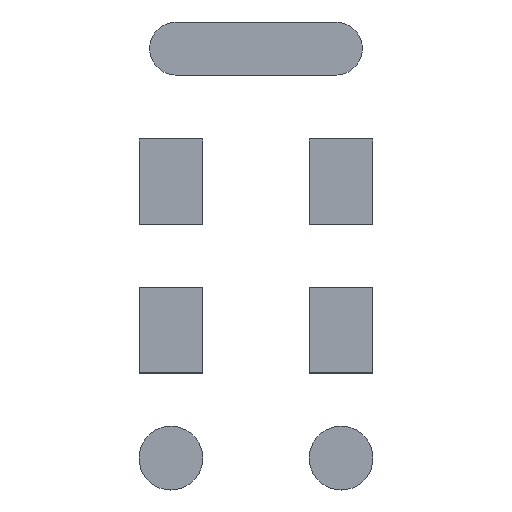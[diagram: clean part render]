
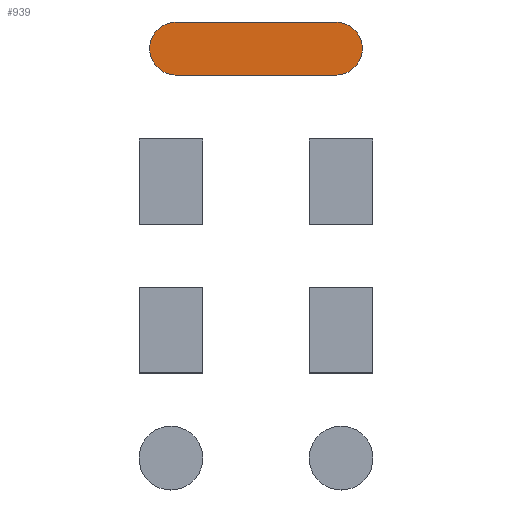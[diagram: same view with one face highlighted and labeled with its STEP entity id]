
A CAD part, top view. The second image highlights one B-rep face of the part: STEP entity #939.
In plain terms, the highlighted planar face has unit normal (0, 0, 1).
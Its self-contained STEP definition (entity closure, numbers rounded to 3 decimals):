
#822=CARTESIAN_POINT('',(-1.875,6.625,0.1));
#823=DIRECTION('',(0.,0.,1.));
#824=DIRECTION('',(0.,1.,0.));
#825=AXIS2_PLACEMENT_3D('',#822,#823,#824);
#827=DIRECTION('',(-1.,0.,0.));
#828=VECTOR('',#827,3.75);
#829=CARTESIAN_POINT('',(1.875,7.25,0.1));
#830=LINE('',#829,#828);
#831=CARTESIAN_POINT('',(1.875,6.625,0.1));
#832=DIRECTION('',(0.,0.,1.));
#833=DIRECTION('',(0.,-1.,0.));
#834=AXIS2_PLACEMENT_3D('',#831,#832,#833);
#836=DIRECTION('',(1.,0.,0.));
#837=VECTOR('',#836,3.75);
#838=CARTESIAN_POINT('',(-1.875,6.,0.1));
#839=LINE('',#838,#837);
#848=CARTESIAN_POINT('',(-1.875,7.25,0.1));
#849=CARTESIAN_POINT('',(-1.875,6.,0.1));
#850=VERTEX_POINT('',#848);
#851=VERTEX_POINT('',#849);
#852=CARTESIAN_POINT('',(1.875,6.,0.1));
#853=VERTEX_POINT('',#852);
#854=CARTESIAN_POINT('',(1.875,7.25,0.1));
#855=VERTEX_POINT('',#854);
#928=CARTESIAN_POINT('',(0.,0.,0.1));
#929=DIRECTION('',(0.,0.,1.));
#930=DIRECTION('',(1.,0.,0.));
#931=AXIS2_PLACEMENT_3D('',#928,#929,#930);
#932=PLANE('',#931);
#933=ORIENTED_EDGE('',*,*,#880,.F.);
#934=ORIENTED_EDGE('',*,*,#895,.F.);
#935=ORIENTED_EDGE('',*,*,#909,.F.);
#936=ORIENTED_EDGE('',*,*,#922,.F.);
#937=EDGE_LOOP('',(#933,#934,#935,#936));
#938=FACE_OUTER_BOUND('',#937,.F.);
#826=CIRCLE('',#825,0.625);
#835=CIRCLE('',#834,0.625);
#880=EDGE_CURVE('',#850,#851,#826,.T.);
#895=EDGE_CURVE('',#855,#850,#830,.T.);
#909=EDGE_CURVE('',#853,#855,#835,.T.);
#922=EDGE_CURVE('',#851,#853,#839,.T.);
#939=ADVANCED_FACE('',(#938),#932,.T.);
